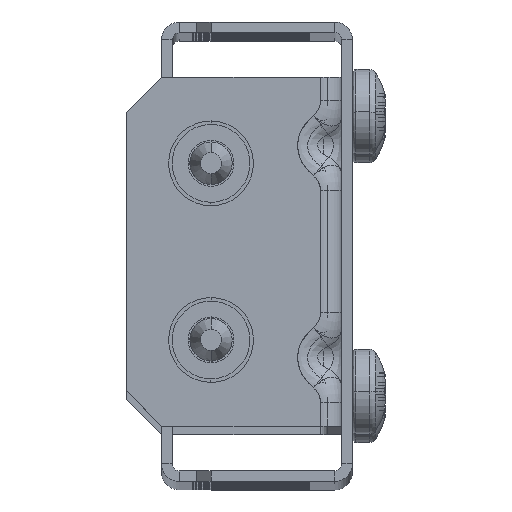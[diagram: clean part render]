
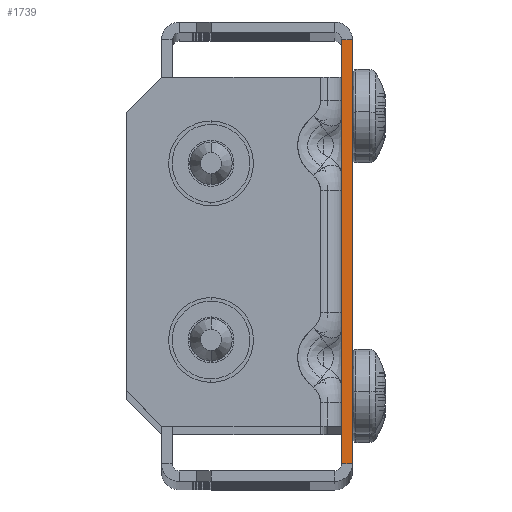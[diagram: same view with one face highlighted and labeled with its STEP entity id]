
A CAD part, top view. The second image highlights one B-rep face of the part: STEP entity #1739.
In plain terms, the highlighted planar face has unit normal (0, 0, 1).
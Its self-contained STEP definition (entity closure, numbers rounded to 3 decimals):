
#1739=ADVANCED_FACE('',(#4618),#4619,.T.);
#4618=FACE_OUTER_BOUND('',#9056,.T.);
#4619=PLANE('',#9057);
#9056=EDGE_LOOP('',(#17375,#17376,#17377,#17378));
#9057=AXIS2_PLACEMENT_3D('',#17379,#17380,#17381);
#17375=ORIENTED_EDGE('',*,*,#28675,.F.);
#17376=ORIENTED_EDGE('',*,*,#28676,.F.);
#17377=ORIENTED_EDGE('',*,*,#28358,.F.);
#17378=ORIENTED_EDGE('',*,*,#28677,.T.);
#17379=CARTESIAN_POINT('',(-0.75,0.0,353.5));
#17380=DIRECTION('',(0.0,0.0,1.0));
#17381=DIRECTION('',(1.0,-0.0,0.0));
#28358=EDGE_CURVE('',#34186,#34187,#34188,.T.);
#28675=EDGE_CURVE('',#34758,#34759,#34760,.T.);
#28676=EDGE_CURVE('',#34187,#34758,#34761,.T.);
#28677=EDGE_CURVE('',#34186,#34759,#34762,.T.);
#34186=VERTEX_POINT('',#43064);
#34187=VERTEX_POINT('',#43065);
#34188=LINE('',#43066,#43067);
#34758=VERTEX_POINT('',#43962);
#34759=VERTEX_POINT('',#43963);
#34760=LINE('',#43964,#43965);
#34761=LINE('',#43966,#43967);
#34762=LINE('',#43968,#43969);
#43064=CARTESIAN_POINT('',(-1.5,-30.0,353.5));
#43065=CARTESIAN_POINT('',(-1.5,30.0,353.5));
#43066=CARTESIAN_POINT('',(-1.5,-30.0,353.5));
#43067=VECTOR('',#53817,60.0);
#43962=CARTESIAN_POINT('',(0.0,30.0,353.5));
#43963=CARTESIAN_POINT('',(0.0,-30.0,353.5));
#43964=CARTESIAN_POINT('',(0.0,30.0,353.5));
#43965=VECTOR('',#54233,60.0);
#43966=CARTESIAN_POINT('',(-1.5,30.0,353.5));
#43967=VECTOR('',#54234,1.5);
#43968=CARTESIAN_POINT('',(-1.5,-30.0,353.5));
#43969=VECTOR('',#54235,1.5);
#53817=DIRECTION('',(0.0,1.0,0.0));
#54233=DIRECTION('',(0.0,-1.0,0.0));
#54234=DIRECTION('',(1.0,0.0,0.0));
#54235=DIRECTION('',(1.0,0.0,0.0));
